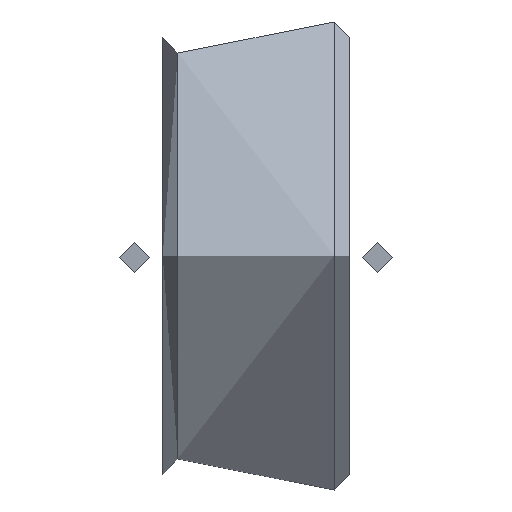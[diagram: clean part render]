
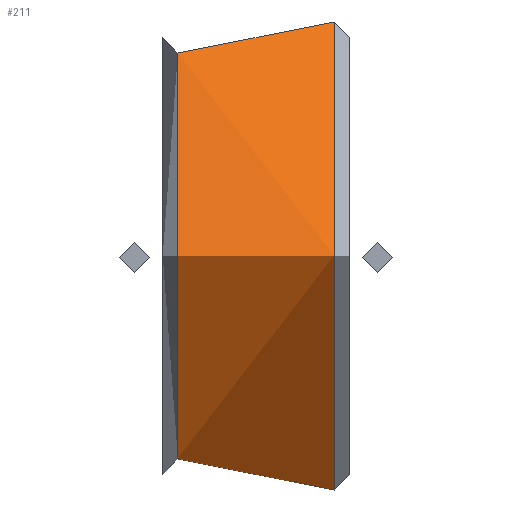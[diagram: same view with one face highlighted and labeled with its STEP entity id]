
A CAD part, top view. The second image highlights one B-rep face of the part: STEP entity #211.
In plain terms, the highlighted cylindrical face has radius 7.7 mm (diameter 15.4 mm), a full revolution.
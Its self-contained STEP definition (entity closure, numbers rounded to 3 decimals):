
#211=ADVANCED_FACE('',(#584,#585),#586,.T.);
#584=FACE_OUTER_BOUND('',#1271,.T.);
#585=FACE_OUTER_BOUND('',#1272,.T.);
#586=CYLINDRICAL_SURFACE('',#1273,7.7);
#1271=EDGE_LOOP('',(#5895));
#1272=EDGE_LOOP('',(#5896));
#1273=AXIS2_PLACEMENT_3D('',#5897,#5898,#5899);
#5895=ORIENTED_EDGE('',*,*,#6747,.T.);
#5896=ORIENTED_EDGE('',*,*,#6745,.T.);
#5897=CARTESIAN_POINT('',(4.0,0.,8.589));
#5898=DIRECTION('',(-1.0,0.,-0.0));
#5899=DIRECTION('',(0.0,-0.0,-1.0));
#6745=EDGE_CURVE('',#7085,#7085,#7086,.T.);
#6747=EDGE_CURVE('',#7088,#7088,#7089,.T.);
#7085=VERTEX_POINT('',#7592);
#7086=CIRCLE('',#7593,7.7);
#7088=VERTEX_POINT('',#7595);
#7089=CIRCLE('',#7596,7.7);
#7592=CARTESIAN_POINT('',(1.43,0.,16.289));
#7593=AXIS2_PLACEMENT_3D('',#9509,#9510,#9511);
#7595=CARTESIAN_POINT('',(6.57,0.,0.889));
#7596=AXIS2_PLACEMENT_3D('',#9512,#9513,#9514);
#9509=CARTESIAN_POINT('',(1.43,0.,8.589));
#9510=DIRECTION('',(1.0,0.,0.0));
#9511=DIRECTION('',(0.0,0.0,1.0));
#9512=CARTESIAN_POINT('',(6.57,0.,8.589));
#9513=DIRECTION('',(-1.0,0.,-0.0));
#9514=DIRECTION('',(0.0,-0.0,-1.0));
